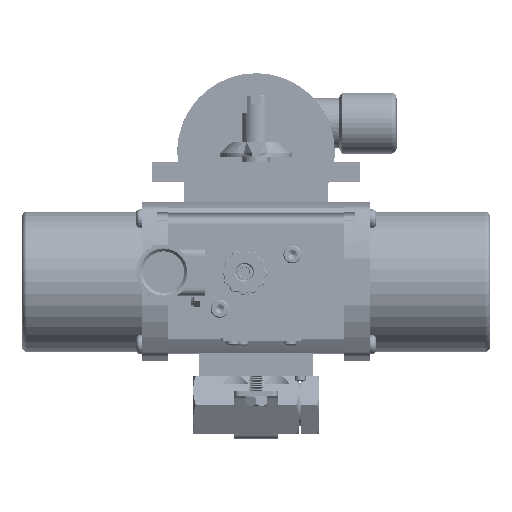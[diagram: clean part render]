
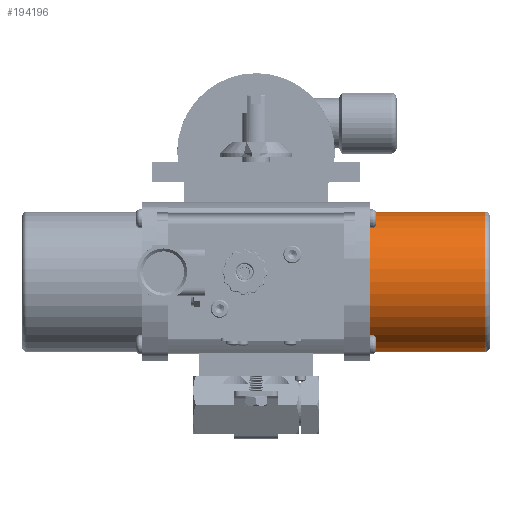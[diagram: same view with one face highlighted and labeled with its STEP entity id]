
A CAD part, top view. The second image highlights one B-rep face of the part: STEP entity #194196.
In plain terms, the highlighted cylindrical face has radius 30.963 mm (diameter 61.925 mm), a partial arc.
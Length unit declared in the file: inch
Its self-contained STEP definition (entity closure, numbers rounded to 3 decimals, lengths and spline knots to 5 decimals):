
#7481 = CARTESIAN_POINT ( 'NONE',  ( 1.7145, 3.355, 0. ) ) ;
#17632 = CARTESIAN_POINT ( 'NONE',  ( 1.7145, 2.136, 0. ) ) ;
#26837 = CIRCLE ( 'NONE', #36130, 1.219 ) ;
#28425 = FACE_OUTER_BOUND ( 'NONE', #227313, .T. ) ;
#33523 = DIRECTION ( 'NONE',  ( -1., 0., 0. ) ) ;
#34429 = ORIENTED_EDGE ( 'NONE', *, *, #178680, .T. ) ;
#36130 = AXIS2_PLACEMENT_3D ( 'NONE', #201481, #95195, #219378 ) ;
#42391 = DIRECTION ( 'NONE',  ( -1., 0., 0. ) ) ;
#43359 = VECTOR ( 'NONE', #220192, 39.37008 ) ;
#50527 = ORIENTED_EDGE ( 'NONE', *, *, #62332, .T. ) ;
#62332 = EDGE_CURVE ( 'NONE', #209231, #152194, #118752, .T. ) ;
#77321 = VERTEX_POINT ( 'NONE', #163975 ) ;
#82082 = VERTEX_POINT ( 'NONE', #226026 ) ;
#83073 = VECTOR ( 'NONE', #33523, 39.37008 ) ;
#84950 = LINE ( 'NONE', #7481, #43359 ) ;
#95195 = DIRECTION ( 'NONE',  ( 1., 0., 0. ) ) ;
#98285 = ORIENTED_EDGE ( 'NONE', *, *, #203907, .T. ) ;
#108037 = LINE ( 'NONE', #139942, #83073 ) ;
#112846 = AXIS2_PLACEMENT_3D ( 'NONE', #148770, #42391, #166586 ) ;
#113907 = CARTESIAN_POINT ( 'NONE',  ( 3.9725, 0.917, 0. ) ) ;
#117351 = CYLINDRICAL_SURFACE ( 'NONE', #199257, 1.219 ) ;
#118752 = CIRCLE ( 'NONE', #112846, 1.219 ) ;
#123324 = DIRECTION ( 'NONE',  ( -1., 0., 0. ) ) ;
#139942 = CARTESIAN_POINT ( 'NONE',  ( 1.7145, 0.917, 0. ) ) ;
#141953 = DIRECTION ( 'NONE',  ( 0., 1., 0. ) ) ;
#145427 = EDGE_CURVE ( 'NONE', #209231, #82082, #108037, .T. ) ;
#148770 = CARTESIAN_POINT ( 'NONE',  ( 3.9725, 2.136, 0. ) ) ;
#152194 = VERTEX_POINT ( 'NONE', #161232 ) ;
#158116 = ORIENTED_EDGE ( 'NONE', *, *, #145427, .F. ) ;
#161232 = CARTESIAN_POINT ( 'NONE',  ( 3.9725, 3.355, 0. ) ) ;
#163975 = CARTESIAN_POINT ( 'NONE',  ( 1.8575, 3.355, 0. ) ) ;
#166586 = DIRECTION ( 'NONE',  ( 0., -1., 0. ) ) ;
#178680 = EDGE_CURVE ( 'NONE', #77321, #82082, #26837, .T. ) ;
#194196 = ADVANCED_FACE ( 'NONE', ( #28425 ), #117351, .T. ) ;
#199257 = AXIS2_PLACEMENT_3D ( 'NONE', #17632, #123324, #141953 ) ;
#201481 = CARTESIAN_POINT ( 'NONE',  ( 1.8575, 2.136, 0. ) ) ;
#203907 = EDGE_CURVE ( 'NONE', #152194, #77321, #84950, .T. ) ;
#209231 = VERTEX_POINT ( 'NONE', #113907 ) ;
#219378 = DIRECTION ( 'NONE',  ( 0., -1., 0. ) ) ;
#220192 = DIRECTION ( 'NONE',  ( -1., 0., 0. ) ) ;
#226026 = CARTESIAN_POINT ( 'NONE',  ( 1.8575, 0.917, 0. ) ) ;
#227313 = EDGE_LOOP ( 'NONE', ( #158116, #50527, #98285, #34429 ) ) ;
